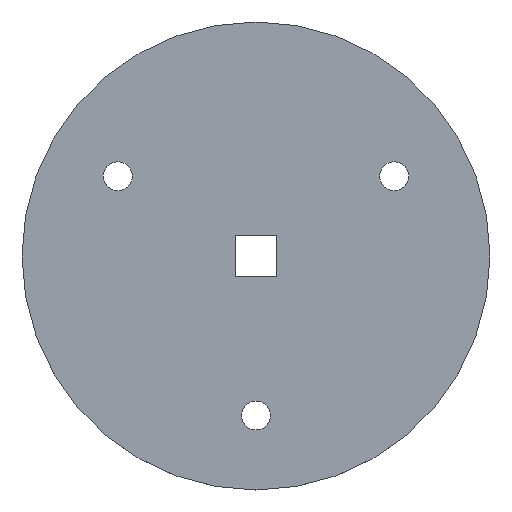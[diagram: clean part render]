
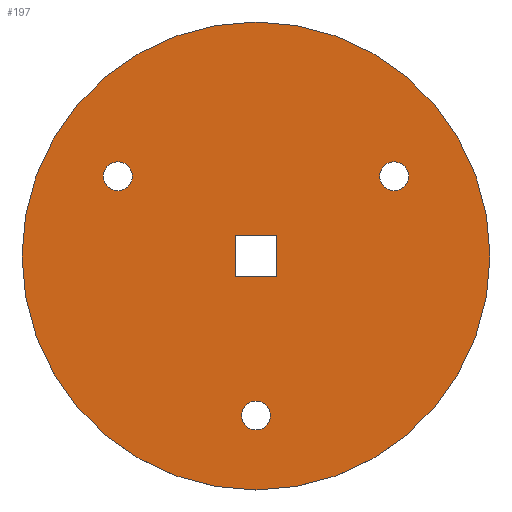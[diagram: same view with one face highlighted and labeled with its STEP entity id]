
A CAD part, top view. The second image highlights one B-rep face of the part: STEP entity #197.
In plain terms, the highlighted planar face has unit normal (0, 0, 1).
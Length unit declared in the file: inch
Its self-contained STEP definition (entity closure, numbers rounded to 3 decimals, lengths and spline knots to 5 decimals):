
#15=FACE_BOUND('',#54,.T.);
#16=FACE_BOUND('',#55,.T.);
#17=FACE_BOUND('',#56,.T.);
#18=FACE_BOUND('',#57,.T.);
#23=CIRCLE('',#218,0.08475);
#25=CIRCLE('',#221,0.08475);
#27=CIRCLE('',#224,0.08475);
#29=CIRCLE('',#227,1.375);
#43=FACE_OUTER_BOUND('',#53,.T.);
#53=EDGE_LOOP('',(#167));
#54=EDGE_LOOP('',(#168));
#55=EDGE_LOOP('',(#169));
#56=EDGE_LOOP('',(#170));
#57=EDGE_LOOP('',(#171,#172,#173,#174));
#65=LINE('',#293,#81);
#68=LINE('',#299,#84);
#71=LINE('',#305,#87);
#74=LINE('',#309,#90);
#81=VECTOR('',#237,0.3937);
#84=VECTOR('',#242,0.3937);
#87=VECTOR('',#247,0.3937);
#90=VECTOR('',#252,0.3937);
#97=VERTEX_POINT('',#290);
#98=VERTEX_POINT('',#292);
#100=VERTEX_POINT('',#298);
#102=VERTEX_POINT('',#304);
#103=VERTEX_POINT('',#311);
#105=VERTEX_POINT('',#317);
#107=VERTEX_POINT('',#323);
#109=VERTEX_POINT('',#329);
#113=EDGE_CURVE('',#98,#97,#65,.T.);
#116=EDGE_CURVE('',#100,#98,#68,.T.);
#119=EDGE_CURVE('',#102,#100,#71,.T.);
#122=EDGE_CURVE('',#97,#102,#74,.T.);
#123=EDGE_CURVE('',#103,#103,#23,.T.);
#126=EDGE_CURVE('',#105,#105,#25,.T.);
#129=EDGE_CURVE('',#107,#107,#27,.T.);
#132=EDGE_CURVE('',#109,#109,#29,.T.);
#167=ORIENTED_EDGE('',*,*,#132,.T.);
#168=ORIENTED_EDGE('',*,*,#129,.T.);
#169=ORIENTED_EDGE('',*,*,#126,.T.);
#170=ORIENTED_EDGE('',*,*,#123,.T.);
#171=ORIENTED_EDGE('',*,*,#122,.T.);
#172=ORIENTED_EDGE('',*,*,#119,.T.);
#173=ORIENTED_EDGE('',*,*,#116,.T.);
#174=ORIENTED_EDGE('',*,*,#113,.T.);
#187=PLANE('',#229);
#197=ADVANCED_FACE('',(#43,#15,#16,#17,#18),#187,.T.);
#218=AXIS2_PLACEMENT_3D('',#312,#255,#256);
#221=AXIS2_PLACEMENT_3D('',#318,#262,#263);
#224=AXIS2_PLACEMENT_3D('',#324,#269,#270);
#227=AXIS2_PLACEMENT_3D('',#330,#276,#277);
#229=AXIS2_PLACEMENT_3D('',#334,#281,#282);
#237=DIRECTION('',(0.,1.,0.));
#242=DIRECTION('',(-1.,0.,0.));
#247=DIRECTION('',(0.,-1.,0.));
#252=DIRECTION('',(1.,0.,0.));
#255=DIRECTION('center_axis',(0.,0.,
-1.));
#256=DIRECTION('ref_axis',(1.,0.,0.));
#262=DIRECTION('center_axis',(0.,0.,
-1.));
#263=DIRECTION('ref_axis',(1.,0.,0.));
#269=DIRECTION('center_axis',(0.,0.,
-1.));
#270=DIRECTION('ref_axis',(1.,0.,0.));
#276=DIRECTION('center_axis',(0.,0.,1.));
#277=DIRECTION('ref_axis',(1.,0.,0.));
#281=DIRECTION('center_axis',(0.,0.,1.));
#282=DIRECTION('ref_axis',(1.,0.,0.));
#290=CARTESIAN_POINT('',(-0.14665,0.07633,0.0625));
#292=CARTESIAN_POINT('',(-0.14665,-0.16667,0.0625));
#293=CARTESIAN_POINT('',(-0.14665,-0.16667,0.0625));
#298=CARTESIAN_POINT('',(0.09635,-0.16667,0.0625));
#299=CARTESIAN_POINT('',(0.09635,-0.16667,0.0625));
#304=CARTESIAN_POINT('',(0.09635,0.07633,0.0625));
#305=CARTESIAN_POINT('',(0.09635,0.07633,0.0625));
#309=CARTESIAN_POINT('',(-0.14665,0.07633,0.0625));
#311=CARTESIAN_POINT('',(-0.9218,0.42358,0.0625));
#312=CARTESIAN_POINT('Origin',(-0.83705,0.42358,0.0625));
#317=CARTESIAN_POINT('',(-0.1099,-0.98267,0.0625));
#318=CARTESIAN_POINT('Origin',(-0.02515,-0.98267,0.0625));
#323=CARTESIAN_POINT('',(0.702,0.42358,0.0625));
#324=CARTESIAN_POINT('Origin',(0.78675,0.42358,0.0625));
#329=CARTESIAN_POINT('',(-1.40015,-0.04517,0.0625));
#330=CARTESIAN_POINT('Origin',(-0.02515,-0.04517,
0.0625));
#334=CARTESIAN_POINT('Origin',(-0.02515,-0.04517,
0.0625));
